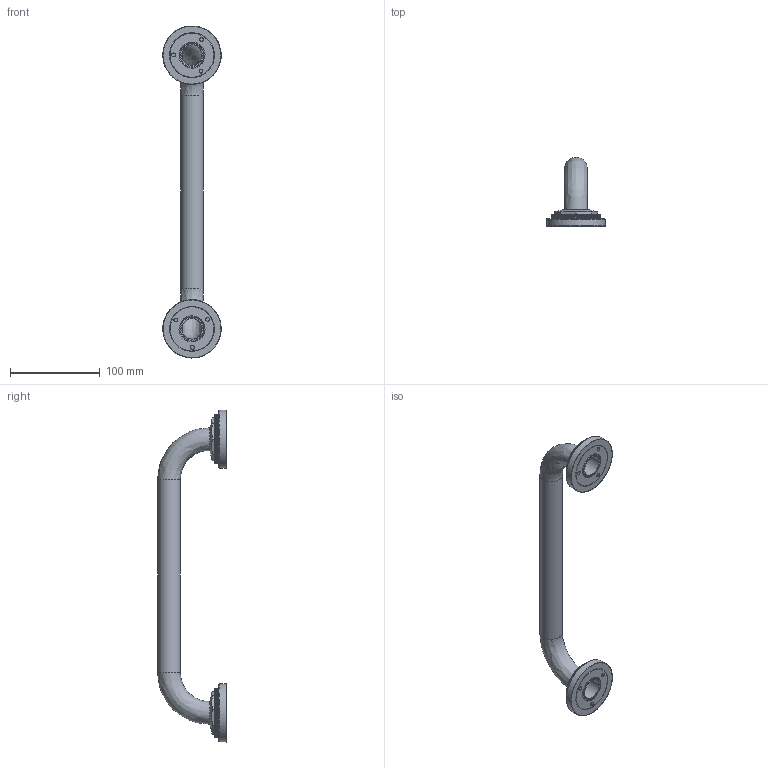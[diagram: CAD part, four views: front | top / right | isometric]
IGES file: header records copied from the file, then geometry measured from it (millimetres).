
Global section: file name: N7739-K; native system: Autodesk Inventor 2018; preprocessor: unknown; author: mgibbs; date: 20171128.124633; units: millimetre
Bounding box: 64.99 x 76.69 x 369.78 mm (x, y, z)
Volume: 106465.9 mm3; surface area: 108173.8 mm2
Topology: 13 solids, 13 shells, 7216 faces, 15220 edges, 8040 vertices
Faces by surface type: bspline 7216
